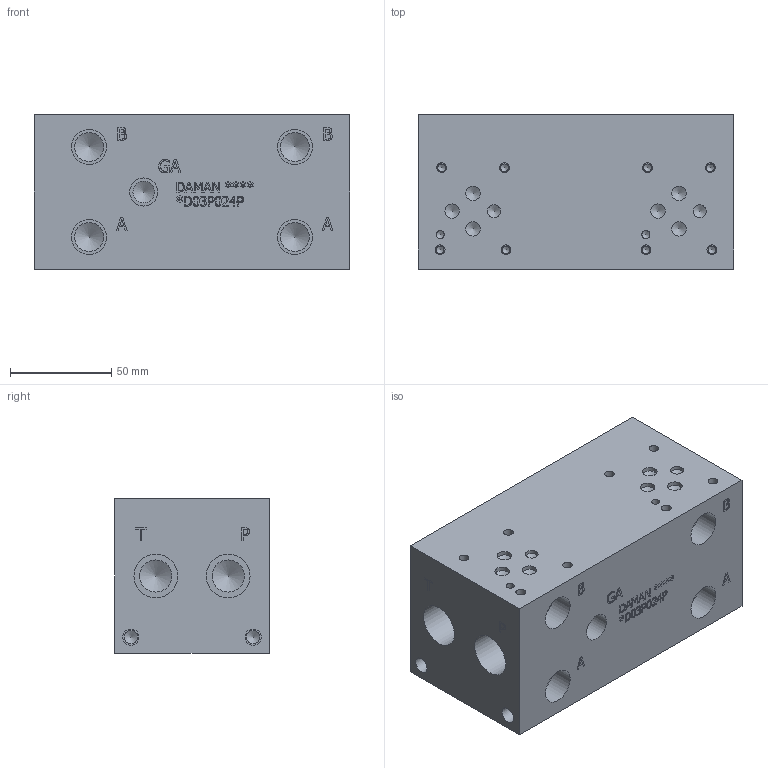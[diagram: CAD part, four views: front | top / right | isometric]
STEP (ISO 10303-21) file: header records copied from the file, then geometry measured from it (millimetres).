
FILE_DESCRIPTION(/* description */ (''),/* implementation_level */ '2;1');
FILE_NAME(/* name */ '_D03P024P.stp',/* time_stamp */ '2021-07-26T12:53:38-04:00',/* author */ ('anthonyv'),/* organization */ (''),/* preprocessor_version */ 'ST-DEVELOPER v18.1',/* originating_system */ 'Autodesk Inventor 2021',/* authorisation */ '');
FILE_SCHEMA (('AUTOMOTIVE_DESIGN { 1 0 10303 214 3 1 1 }'));
Length unit declared in the file: millimetre
Products named in the file (1): _D03P024P
Bounding box: 155.57 x 76.2 x 76.2 mm (x, y, z)
Volume: 858750.4 mm3; surface area: 71055.7 mm2
Topology: 1 solids, 1 shells, 583 faces, 1594 edges, 1080 vertices
Faces by surface type: plane 356, bspline 144, cylinder 52, cone 31
Full cylindrical faces by diameter (mm): 3.785 x8, 3.962 x2, 4.826 x8, 6.35 x2, 6.528 x4, 7.137 x6, 7.925 x4, 10.719 x1, 13.868 x1, 14.3 x4, 15.875 x4, 17.297 x4, 21.59 x4
Entity records: 19519 total; most frequent: CARTESIAN_POINT 5099, ORIENTED_EDGE 3126, DIRECTION 2342, EDGE_CURVE 1563, LINE 1088, VECTOR 1088, VERTEX_POINT 1080, EDGE_LOOP 681
